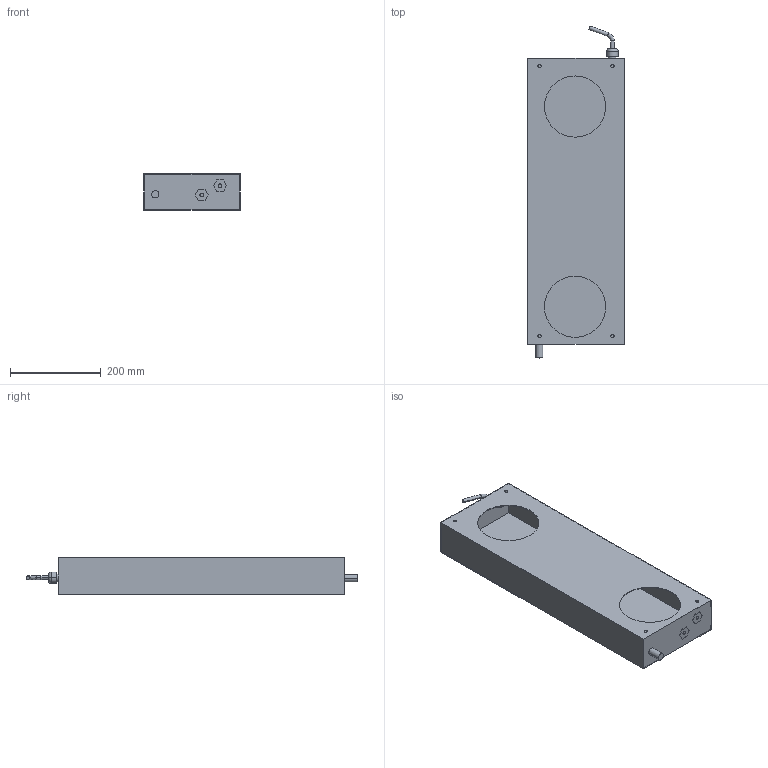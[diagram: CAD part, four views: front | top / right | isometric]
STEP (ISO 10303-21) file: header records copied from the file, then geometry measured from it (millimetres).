
FILE_DESCRIPTION((''),'2;1');
FILE_NAME('2114GDX','2025-12-04T13:56:16',('lukes'),(''),'CREO PARAMETRIC BY PTC INC, 2023294','CREO PARAMETRIC BY PTC INC, 2023294','');
FILE_SCHEMA(('CONFIG_CONTROL_DESIGN','GEOMETRIC_VALIDATION_PROPERTIES_MIM'));
Length unit declared in the file: millimetre
Products named in the file (1): 2114GDX
Bounding box: 212 x 732.88 x 80 mm (x, y, z)
Volume: 573156.7 mm3; surface area: 744388.1 mm2
Topology: 1 solids, 1 shells, 62 faces, 146 edges, 96 vertices
Faces by surface type: plane 32, cylinder 26, torus 4
Entity records: 1920 total; most frequent: DIRECTION 330, CARTESIAN_POINT 306, ORIENTED_EDGE 292, EDGE_CURVE 146, AXIS2_PLACEMENT_3D 122, VERTEX_POINT 96, VECTOR 86, LINE 86
